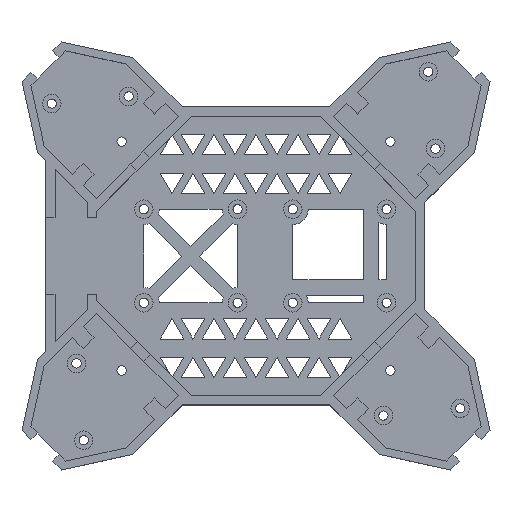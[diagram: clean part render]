
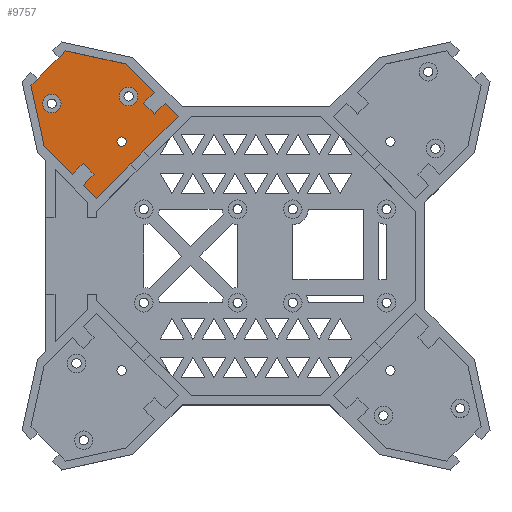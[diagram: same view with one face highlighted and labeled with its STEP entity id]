
A CAD part, top view. The second image highlights one B-rep face of the part: STEP entity #9757.
In plain terms, the highlighted planar face has unit normal (0, 0, 1).
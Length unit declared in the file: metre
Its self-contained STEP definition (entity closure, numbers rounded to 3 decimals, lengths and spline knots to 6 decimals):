
#105=CIRCLE('',#10316,0.0015);
#106=CIRCLE('',#10317,0.003);
#107=CIRCLE('',#10318,0.003);
#1004=ORIENTED_EDGE('',*,*,#3731,.F.);
#1005=ORIENTED_EDGE('',*,*,#3732,.F.);
#1006=ORIENTED_EDGE('',*,*,#3733,.F.);
#1007=ORIENTED_EDGE('',*,*,#3734,.T.);
#1008=ORIENTED_EDGE('',*,*,#3735,.T.);
#1009=ORIENTED_EDGE('',*,*,#3736,.T.);
#1010=ORIENTED_EDGE('',*,*,#3737,.F.);
#1011=ORIENTED_EDGE('',*,*,#3019,.T.);
#1012=ORIENTED_EDGE('',*,*,#3738,.F.);
#1013=ORIENTED_EDGE('',*,*,#3739,.F.);
#1014=ORIENTED_EDGE('',*,*,#3740,.F.);
#1015=ORIENTED_EDGE('',*,*,#3741,.F.);
#1016=ORIENTED_EDGE('',*,*,#3742,.T.);
#1017=ORIENTED_EDGE('',*,*,#3743,.T.);
#1018=ORIENTED_EDGE('',*,*,#3744,.F.);
#1019=ORIENTED_EDGE('',*,*,#3745,.F.);
#1020=ORIENTED_EDGE('',*,*,#3746,.F.);
#1021=ORIENTED_EDGE('',*,*,#3747,.T.);
#1022=ORIENTED_EDGE('',*,*,#3748,.F.);
#3019=EDGE_CURVE('',#4405,#4404,#5352,.T.);
#3731=EDGE_CURVE('',#5083,#5084,#6012,.T.);
#3732=EDGE_CURVE('',#5085,#5083,#6013,.T.);
#3733=EDGE_CURVE('',#5086,#5085,#6014,.T.);
#3734=EDGE_CURVE('',#5086,#5087,#6015,.T.);
#3735=EDGE_CURVE('',#5087,#5088,#6016,.T.);
#3736=EDGE_CURVE('',#5088,#5089,#6017,.T.);
#3737=EDGE_CURVE('',#4405,#5089,#6018,.T.);
#3738=EDGE_CURVE('',#5090,#4404,#6019,.T.);
#3739=EDGE_CURVE('',#5091,#5090,#6020,.T.);
#3740=EDGE_CURVE('',#5092,#5091,#6021,.T.);
#3741=EDGE_CURVE('',#5093,#5092,#6022,.T.);
#3742=EDGE_CURVE('',#5093,#5094,#6023,.T.);
#3743=EDGE_CURVE('',#5094,#5095,#6024,.T.);
#3744=EDGE_CURVE('',#5096,#5095,#6025,.T.);
#3745=EDGE_CURVE('',#5084,#5096,#6026,.T.);
#3746=EDGE_CURVE('',#5097,#5097,#105,.F.);
#3747=EDGE_CURVE('',#5098,#5098,#106,.T.);
#3748=EDGE_CURVE('',#5099,#5099,#107,.F.);
#4404=VERTEX_POINT('',#13404);
#4405=VERTEX_POINT('',#13406);
#5083=VERTEX_POINT('',#14903);
#5084=VERTEX_POINT('',#14904);
#5085=VERTEX_POINT('',#14906);
#5086=VERTEX_POINT('',#14908);
#5087=VERTEX_POINT('',#14910);
#5088=VERTEX_POINT('',#14912);
#5089=VERTEX_POINT('',#14914);
#5090=VERTEX_POINT('',#14917);
#5091=VERTEX_POINT('',#14919);
#5092=VERTEX_POINT('',#14921);
#5093=VERTEX_POINT('',#14923);
#5094=VERTEX_POINT('',#14925);
#5095=VERTEX_POINT('',#14927);
#5096=VERTEX_POINT('',#14929);
#5097=VERTEX_POINT('',#14932);
#5098=VERTEX_POINT('',#14934);
#5099=VERTEX_POINT('',#14936);
#5352=LINE('',#13405,#6603);
#6012=LINE('',#14902,#7263);
#6013=LINE('',#14905,#7264);
#6014=LINE('',#14907,#7265);
#6015=LINE('',#14909,#7266);
#6016=LINE('',#14911,#7267);
#6017=LINE('',#14913,#7268);
#6018=LINE('',#14915,#7269);
#6019=LINE('',#14916,#7270);
#6020=LINE('',#14918,#7271);
#6021=LINE('',#14920,#7272);
#6022=LINE('',#14922,#7273);
#6023=LINE('',#14924,#7274);
#6024=LINE('',#14926,#7275);
#6025=LINE('',#14928,#7276);
#6026=LINE('',#14930,#7277);
#6603=VECTOR('',#10909,1.);
#7263=VECTOR('',#11679,1.);
#7264=VECTOR('',#11680,1.);
#7265=VECTOR('',#11681,1.);
#7266=VECTOR('',#11682,1.);
#7267=VECTOR('',#11683,1.);
#7268=VECTOR('',#11684,1.);
#7269=VECTOR('',#11685,1.);
#7270=VECTOR('',#11686,1.);
#7271=VECTOR('',#11687,1.);
#7272=VECTOR('',#11688,1.);
#7273=VECTOR('',#11689,1.);
#7274=VECTOR('',#11690,1.);
#7275=VECTOR('',#11691,1.);
#7276=VECTOR('',#11692,1.);
#7277=VECTOR('',#11693,1.);
#7973=EDGE_LOOP('',(#1004,#1005,#1006,#1007,#1008,#1009,#1010,#1011,#1012,
#1013,#1014,#1015,#1016,#1017,#1018,#1019));
#7974=EDGE_LOOP('',(#1020));
#7975=EDGE_LOOP('',(#1021));
#7976=EDGE_LOOP('',(#1022));
#8706=FACE_BOUND('',#7973,.T.);
#8707=FACE_BOUND('',#7974,.T.);
#8708=FACE_BOUND('',#7975,.T.);
#8709=FACE_BOUND('',#7976,.T.);
#9305=PLANE('',#10315);
#9757=ADVANCED_FACE('',(#8706,#8707,#8708,#8709),#9305,.F.);
#10315=AXIS2_PLACEMENT_3D('',#14901,#11677,#11678);
#10316=AXIS2_PLACEMENT_3D('',#14931,#11694,#11695);
#10317=AXIS2_PLACEMENT_3D('',#14933,#11696,#11697);
#10318=AXIS2_PLACEMENT_3D('',#14935,#11698,#11699);
#10909=DIRECTION('',(0.707,0.707,0.));
#11677=DIRECTION('',(0.,0.,-1.));
#11678=DIRECTION('',(1.,0.,0.));
#11679=DIRECTION('',(0.707,0.707,0.));
#11680=DIRECTION('',(-0.214,0.977,0.));
#11681=DIRECTION('',(-0.707,0.707,0.));
#11682=DIRECTION('',(0.707,0.707,0.));
#11683=DIRECTION('',(0.707,-0.707,0.));
#11684=DIRECTION('',(-0.707,-0.707,0.));
#11685=DIRECTION('',(-0.707,0.707,0.));
#11686=DIRECTION('',(0.707,-0.707,0.));
#11687=DIRECTION('',(0.707,0.707,0.));
#11688=DIRECTION('',(0.707,-0.707,0.));
#11689=DIRECTION('',(-0.707,-0.707,0.));
#11690=DIRECTION('',(-0.707,0.707,0.));
#11691=DIRECTION('',(-0.977,0.214,0.));
#11692=DIRECTION('',(0.707,0.707,0.));
#11693=DIRECTION('',(0.707,0.707,0.));
#11694=DIRECTION('',(0.,0.,-1.));
#11695=DIRECTION('',(-1.,0.,0.));
#11696=DIRECTION('',(0.,0.,-1.));
#11697=DIRECTION('',(-1.,0.,0.));
#11698=DIRECTION('',(0.,0.,-1.));
#11699=DIRECTION('',(-1.,0.,0.));
#13404=CARTESIAN_POINT('',(-0.025302,0.0455,0.));
#13405=CARTESIAN_POINT('',(-0.038651,0.032151,0.));
#13406=CARTESIAN_POINT('',(-0.052,0.018802,0.));
#14901=CARTESIAN_POINT('',(0.,0.,0.));
#14902=CARTESIAN_POINT('',(-0.072238,0.056546,0.));
#14903=CARTESIAN_POINT('',(-0.073299,0.055485,0.));
#14904=CARTESIAN_POINT('',(-0.071178,0.057607,0.));
#14905=CARTESIAN_POINT('',(-0.071135,0.045629,0.));
#14906=CARTESIAN_POINT('',(-0.068971,0.035772,0.));
#14907=CARTESIAN_POINT('',(-0.06791,0.034711,0.));
#14908=CARTESIAN_POINT('',(-0.059778,0.02658,0.));
#14909=CARTESIAN_POINT('',(-0.05801,0.028347,0.));
#14910=CARTESIAN_POINT('',(-0.056243,0.030115,0.));
#14911=CARTESIAN_POINT('',(-0.055621,0.029494,0.));
#14912=CARTESIAN_POINT('',(-0.052707,0.02658,0.));
#14913=CARTESIAN_POINT('',(-0.055621,0.023665,0.));
#14914=CARTESIAN_POINT('',(-0.056243,0.023044,0.));
#14915=CARTESIAN_POINT('',(-0.0535,0.020302,0.));
#14916=CARTESIAN_POINT('',(-0.028923,0.049121,0.));
#14917=CARTESIAN_POINT('',(-0.029544,0.049743,0.));
#14918=CARTESIAN_POINT('',(-0.030165,0.049121,0.));
#14919=CARTESIAN_POINT('',(-0.03308,0.046207,0.));
#14920=CARTESIAN_POINT('',(-0.035994,0.049121,0.));
#14921=CARTESIAN_POINT('',(-0.036615,0.049743,0.));
#14922=CARTESIAN_POINT('',(-0.034847,0.05151,0.));
#14923=CARTESIAN_POINT('',(-0.03308,0.053278,0.));
#14924=CARTESIAN_POINT('',(-0.041211,0.06141,0.));
#14925=CARTESIAN_POINT('',(-0.042272,0.062471,0.));
#14926=CARTESIAN_POINT('',(-0.052129,0.064635,0.));
#14927=CARTESIAN_POINT('',(-0.061985,0.066799,0.));
#14928=CARTESIAN_POINT('',(-0.063046,0.065738,0.));
#14929=CARTESIAN_POINT('',(-0.064107,0.064678,0.));
#14930=CARTESIAN_POINT('',(-0.065874,0.06291,0.));
#14931=CARTESIAN_POINT('',(-0.043772,0.037272,0.));
#14932=CARTESIAN_POINT('',(-0.045272,0.037272,0.));
#14933=CARTESIAN_POINT('',(-0.041479,0.05195,0.));
#14934=CARTESIAN_POINT('',(-0.044479,0.05195,0.));
#14935=CARTESIAN_POINT('',(-0.066458,0.049599,0.));
#14936=CARTESIAN_POINT('',(-0.069458,0.049599,0.));
